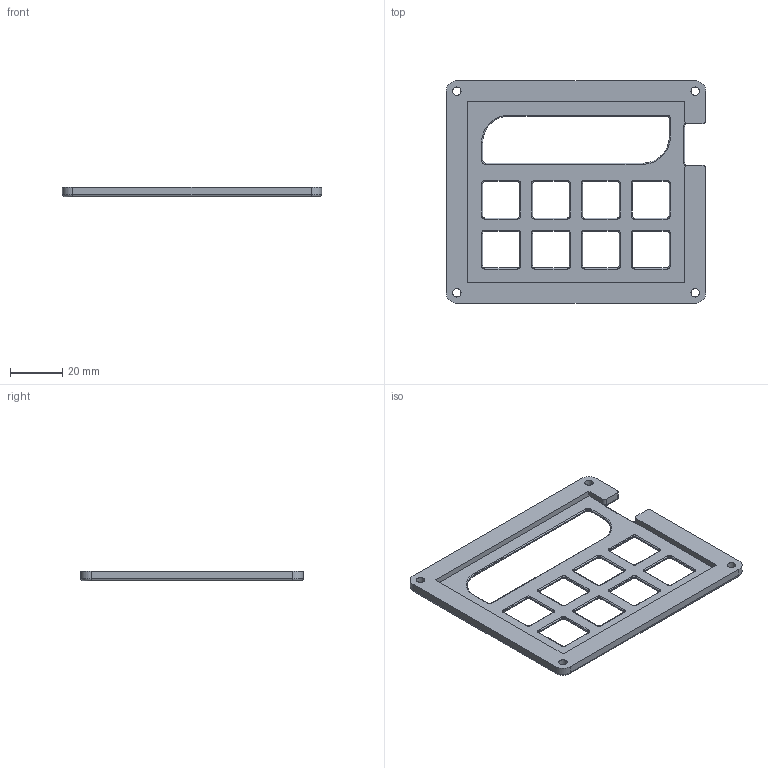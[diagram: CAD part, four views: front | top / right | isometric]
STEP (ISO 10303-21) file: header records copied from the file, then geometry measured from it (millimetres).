
FILE_DESCRIPTION(/* description */ (''),/* implementation_level */ '2;1');
FILE_NAME(/* name */ 'Case_Lid.step',/* time_stamp */ '2026-01-01T16:00:56-08:00',/* author */ (''),/* organization */ (''),/* preprocessor_version */ 'ST-DEVELOPER v20.1',/* originating_system */ 'Autodesk Translation Framework v14.21.0.0',/* authorisation */ '');
FILE_SCHEMA (('AUTOMOTIVE_DESIGN { 1 0 10303 214 3 1 1 }'));
Length unit declared in the file: millimetre
Products named in the file (1): Case_Lid
Bounding box: 99 x 85 x 3.75 mm (x, y, z)
Volume: 13577.3 mm3; surface area: 13432.8 mm2
Topology: 1 solids, 1 shells, 265 faces, 623 edges, 360 vertices
Faces by surface type: cylinder 131, torus 80, plane 52, sphere 2
Full cylindrical faces by diameter (mm): 3.2 x4
Entity records: 7650 total; most frequent: DIRECTION 1495, CARTESIAN_POINT 1267, ORIENTED_EDGE 1246, EDGE_CURVE 623, AXIS2_PLACEMENT_3D 608, VERTEX_POINT 360, CIRCLE 342, EDGE_LOOP 291
